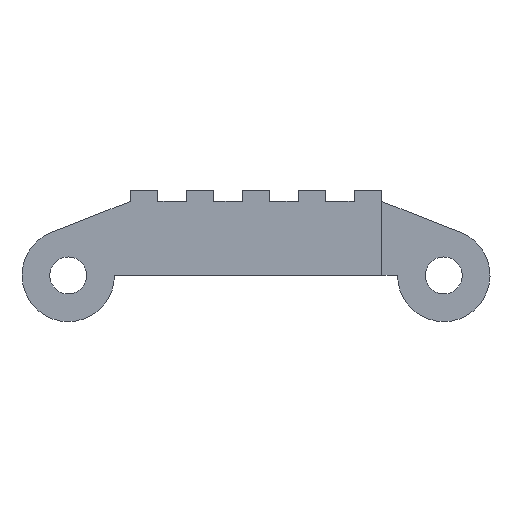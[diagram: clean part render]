
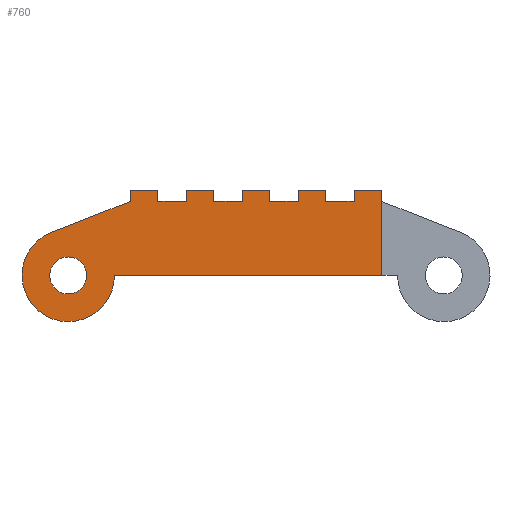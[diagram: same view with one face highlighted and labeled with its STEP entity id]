
A CAD part, front view. The second image highlights one B-rep face of the part: STEP entity #760.
In plain terms, the highlighted planar face has unit normal (0, -1, 0).
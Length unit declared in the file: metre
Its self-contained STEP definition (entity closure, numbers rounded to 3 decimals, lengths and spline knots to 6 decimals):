
#18=CIRCLE('',#820,0.001);
#19=CIRCLE('',#821,0.0025);
#64=ORIENTED_EDGE('',*,*,#276,.F.);
#65=ORIENTED_EDGE('',*,*,#254,.T.);
#66=ORIENTED_EDGE('',*,*,#277,.F.);
#67=ORIENTED_EDGE('',*,*,#278,.F.);
#68=ORIENTED_EDGE('',*,*,#279,.F.);
#69=ORIENTED_EDGE('',*,*,#280,.F.);
#70=ORIENTED_EDGE('',*,*,#281,.F.);
#71=ORIENTED_EDGE('',*,*,#282,.F.);
#72=ORIENTED_EDGE('',*,*,#283,.F.);
#73=ORIENTED_EDGE('',*,*,#284,.F.);
#74=ORIENTED_EDGE('',*,*,#285,.T.);
#75=ORIENTED_EDGE('',*,*,#286,.F.);
#76=ORIENTED_EDGE('',*,*,#287,.F.);
#77=ORIENTED_EDGE('',*,*,#288,.F.);
#78=ORIENTED_EDGE('',*,*,#289,.T.);
#79=ORIENTED_EDGE('',*,*,#290,.T.);
#80=ORIENTED_EDGE('',*,*,#291,.T.);
#81=ORIENTED_EDGE('',*,*,#292,.F.);
#82=ORIENTED_EDGE('',*,*,#293,.T.);
#83=ORIENTED_EDGE('',*,*,#294,.T.);
#84=ORIENTED_EDGE('',*,*,#295,.T.);
#85=ORIENTED_EDGE('',*,*,#296,.T.);
#86=ORIENTED_EDGE('',*,*,#297,.T.);
#254=EDGE_CURVE('',#363,#362,#436,.T.);
#276=EDGE_CURVE('',#380,#380,#18,.T.);
#277=EDGE_CURVE('',#381,#362,#452,.T.);
#278=EDGE_CURVE('',#382,#381,#453,.T.);
#279=EDGE_CURVE('',#383,#382,#454,.T.);
#280=EDGE_CURVE('',#384,#383,#455,.T.);
#281=EDGE_CURVE('',#385,#384,#456,.T.);
#282=EDGE_CURVE('',#386,#385,#457,.T.);
#283=EDGE_CURVE('',#387,#386,#458,.T.);
#284=EDGE_CURVE('',#388,#387,#459,.T.);
#285=EDGE_CURVE('',#388,#389,#460,.T.);
#286=EDGE_CURVE('',#390,#389,#461,.T.);
#287=EDGE_CURVE('',#391,#390,#462,.T.);
#288=EDGE_CURVE('',#392,#391,#463,.T.);
#289=EDGE_CURVE('',#392,#393,#464,.T.);
#290=EDGE_CURVE('',#393,#394,#465,.T.);
#291=EDGE_CURVE('',#394,#395,#466,.T.);
#292=EDGE_CURVE('',#396,#395,#467,.T.);
#293=EDGE_CURVE('',#396,#397,#468,.T.);
#294=EDGE_CURVE('',#397,#398,#469,.T.);
#295=EDGE_CURVE('',#398,#399,#470,.T.);
#296=EDGE_CURVE('',#399,#400,#471,.T.);
#297=EDGE_CURVE('',#400,#363,#19,.T.);
#362=VERTEX_POINT('',#1079);
#363=VERTEX_POINT('',#1081);
#380=VERTEX_POINT('',#1126);
#381=VERTEX_POINT('',#1128);
#382=VERTEX_POINT('',#1130);
#383=VERTEX_POINT('',#1132);
#384=VERTEX_POINT('',#1134);
#385=VERTEX_POINT('',#1136);
#386=VERTEX_POINT('',#1138);
#387=VERTEX_POINT('',#1140);
#388=VERTEX_POINT('',#1142);
#389=VERTEX_POINT('',#1144);
#390=VERTEX_POINT('',#1146);
#391=VERTEX_POINT('',#1148);
#392=VERTEX_POINT('',#1150);
#393=VERTEX_POINT('',#1152);
#394=VERTEX_POINT('',#1154);
#395=VERTEX_POINT('',#1156);
#396=VERTEX_POINT('',#1158);
#397=VERTEX_POINT('',#1160);
#398=VERTEX_POINT('',#1162);
#399=VERTEX_POINT('',#1164);
#400=VERTEX_POINT('',#1166);
#436=LINE('',#1080,#532);
#452=LINE('',#1127,#548);
#453=LINE('',#1129,#549);
#454=LINE('',#1131,#550);
#455=LINE('',#1133,#551);
#456=LINE('',#1135,#552);
#457=LINE('',#1137,#553);
#458=LINE('',#1139,#554);
#459=LINE('',#1141,#555);
#460=LINE('',#1143,#556);
#461=LINE('',#1145,#557);
#462=LINE('',#1147,#558);
#463=LINE('',#1149,#559);
#464=LINE('',#1151,#560);
#465=LINE('',#1153,#561);
#466=LINE('',#1155,#562);
#467=LINE('',#1157,#563);
#468=LINE('',#1159,#564);
#469=LINE('',#1161,#565);
#470=LINE('',#1163,#566);
#471=LINE('',#1165,#567);
#532=VECTOR('',#871,1.);
#548=VECTOR('',#913,1.);
#549=VECTOR('',#914,1.);
#550=VECTOR('',#915,1.);
#551=VECTOR('',#916,1.);
#552=VECTOR('',#917,1.);
#553=VECTOR('',#918,1.);
#554=VECTOR('',#919,1.);
#555=VECTOR('',#920,1.);
#556=VECTOR('',#921,1.);
#557=VECTOR('',#922,1.);
#558=VECTOR('',#923,1.);
#559=VECTOR('',#924,1.);
#560=VECTOR('',#925,1.);
#561=VECTOR('',#926,1.);
#562=VECTOR('',#927,1.);
#563=VECTOR('',#928,1.);
#564=VECTOR('',#929,1.);
#565=VECTOR('',#930,1.);
#566=VECTOR('',#931,1.);
#567=VECTOR('',#932,1.);
#628=EDGE_LOOP('',(#64));
#629=EDGE_LOOP('',(#65,#66,#67,#68,#69,#70,#71,#72,#73,#74,#75,#76,#77,
#78,#79,#80,#81,#82,#83,#84,#85,#86));
#678=FACE_BOUND('',#628,.T.);
#679=FACE_BOUND('',#629,.T.);
#723=PLANE('',#819);
#760=ADVANCED_FACE('',(#678,#679),#723,.T.);
#819=AXIS2_PLACEMENT_3D('',#1124,#909,#910);
#820=AXIS2_PLACEMENT_3D('',#1125,#911,#912);
#821=AXIS2_PLACEMENT_3D('',#1167,#933,#934);
#871=DIRECTION('',(1.,0.,0.));
#909=DIRECTION('',(0.,-1.,0.));
#910=DIRECTION('',(1.,0.,0.));
#911=DIRECTION('',(0.,-1.,0.));
#912=DIRECTION('',(0.,0.,-1.));
#913=DIRECTION('',(0.,0.,-1.));
#914=DIRECTION('',(1.,0.,0.));
#915=DIRECTION('',(0.,0.,1.));
#916=DIRECTION('',(1.,0.,0.));
#917=DIRECTION('',(0.,0.,-1.));
#918=DIRECTION('',(1.,0.,0.));
#919=DIRECTION('',(0.,0.,1.));
#920=DIRECTION('',(1.,0.,0.));
#921=DIRECTION('',(0.,0.,1.));
#922=DIRECTION('',(1.,0.,0.));
#923=DIRECTION('',(0.,0.,1.));
#924=DIRECTION('',(1.,0.,0.));
#925=DIRECTION('',(0.,0.,1.));
#926=DIRECTION('',(-1.,0.,0.));
#927=DIRECTION('',(0.,0.,-1.));
#928=DIRECTION('',(1.,0.,0.));
#929=DIRECTION('',(0.,0.,1.));
#930=DIRECTION('',(-1.,0.,0.));
#931=DIRECTION('',(0.,0.,-1.));
#932=DIRECTION('',(-0.931,0.,-0.365));
#933=DIRECTION('',(0.,-1.,0.));
#934=DIRECTION('',(0.,0.,-1.));
#1079=CARTESIAN_POINT('',(0.0068,-0.0155,0.));
#1080=CARTESIAN_POINT('',(-0.006475,-0.0155,0.));
#1081=CARTESIAN_POINT('',(-0.00765,-0.0155,0.));
#1124=CARTESIAN_POINT('',(0.,-0.0155,0.00105));
#1125=CARTESIAN_POINT('',(-0.01015,-0.0155,0.));
#1126=CARTESIAN_POINT('',(-0.01015,-0.0155,-0.001));
#1127=CARTESIAN_POINT('',(0.0068,-0.0155,0.0043));
#1128=CARTESIAN_POINT('',(0.0068,-0.0155,0.0046));
#1129=CARTESIAN_POINT('',(0.00605,-0.0155,0.0046));
#1130=CARTESIAN_POINT('',(0.0053,-0.0155,0.0046));
#1131=CARTESIAN_POINT('',(0.0053,-0.0155,0.0043));
#1132=CARTESIAN_POINT('',(0.0053,-0.0155,0.004));
#1133=CARTESIAN_POINT('',(0.004538,-0.0155,0.004));
#1134=CARTESIAN_POINT('',(0.003775,-0.0155,0.004));
#1135=CARTESIAN_POINT('',(0.003775,-0.0155,0.0043));
#1136=CARTESIAN_POINT('',(0.003775,-0.0155,0.0046));
#1137=CARTESIAN_POINT('',(0.003025,-0.0155,0.0046));
#1138=CARTESIAN_POINT('',(0.002275,-0.0155,0.0046));
#1139=CARTESIAN_POINT('',(0.002275,-0.0155,0.0043));
#1140=CARTESIAN_POINT('',(0.002275,-0.0155,0.004));
#1141=CARTESIAN_POINT('',(0.001513,-0.0155,0.004));
#1142=CARTESIAN_POINT('',(0.00075,-0.0155,0.004));
#1143=CARTESIAN_POINT('',(0.00075,-0.0155,0.0043));
#1144=CARTESIAN_POINT('',(0.00075,-0.0155,0.0046));
#1145=CARTESIAN_POINT('',(0.,-0.0155,0.0046));
#1146=CARTESIAN_POINT('',(-0.00075,-0.0155,0.0046));
#1147=CARTESIAN_POINT('',(-0.00075,-0.0155,0.0043));
#1148=CARTESIAN_POINT('',(-0.00075,-0.0155,0.004));
#1149=CARTESIAN_POINT('',(-0.001513,-0.0155,0.004));
#1150=CARTESIAN_POINT('',(-0.002275,-0.0155,0.004));
#1151=CARTESIAN_POINT('',(-0.002275,-0.0155,0.0043));
#1152=CARTESIAN_POINT('',(-0.002275,-0.0155,0.0046));
#1153=CARTESIAN_POINT('',(-0.003025,-0.0155,0.0046));
#1154=CARTESIAN_POINT('',(-0.003775,-0.0155,0.0046));
#1155=CARTESIAN_POINT('',(-0.003775,-0.0155,0.0043));
#1156=CARTESIAN_POINT('',(-0.003775,-0.0155,0.004));
#1157=CARTESIAN_POINT('',(-0.004538,-0.0155,0.004));
#1158=CARTESIAN_POINT('',(-0.0053,-0.0155,0.004));
#1159=CARTESIAN_POINT('',(-0.0053,-0.0155,0.0043));
#1160=CARTESIAN_POINT('',(-0.0053,-0.0155,0.0046));
#1161=CARTESIAN_POINT('',(-0.00605,-0.0155,0.0046));
#1162=CARTESIAN_POINT('',(-0.0068,-0.0155,0.0046));
#1163=CARTESIAN_POINT('',(-0.0068,-0.0155,0.0043));
#1164=CARTESIAN_POINT('',(-0.0068,-0.0155,0.004));
#1165=CARTESIAN_POINT('',(-0.008932,-0.0155,0.003164));
#1166=CARTESIAN_POINT('',(-0.011063,-0.0155,0.002327));
#1167=CARTESIAN_POINT('',(-0.01015,-0.0155,0.));
